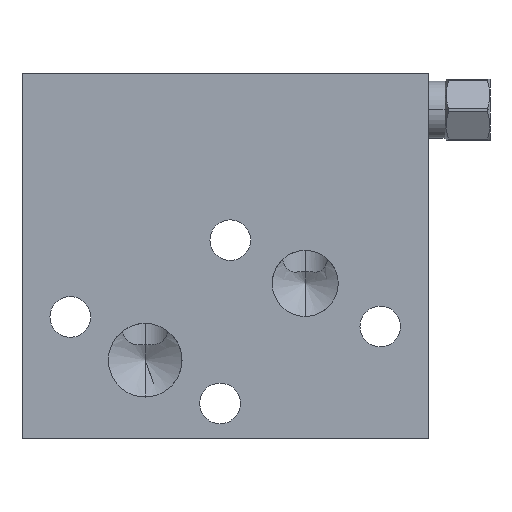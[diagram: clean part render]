
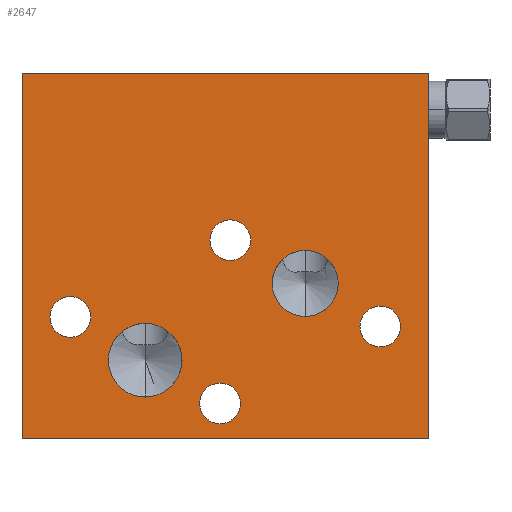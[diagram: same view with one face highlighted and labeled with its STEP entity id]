
A CAD part, left-side view. The second image highlights one B-rep face of the part: STEP entity #2647.
In plain terms, the highlighted planar face has unit normal (-1, 0, 0).
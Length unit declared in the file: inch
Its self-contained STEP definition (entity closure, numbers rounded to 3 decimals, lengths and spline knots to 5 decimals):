
#1=DIRECTION('',(0.,-1.,0.));
#2=VECTOR('',#1,5.);
#3=CARTESIAN_POINT('',(0.,0.,0.));
#4=LINE('',#3,#2);
#17=DIRECTION('',(0.,0.,1.));
#18=VECTOR('',#17,4.5);
#19=CARTESIAN_POINT('',(0.,0.,0.));
#20=LINE('',#19,#18);
#21=CARTESIAN_POINT('',(0.,-2.436,0.437));
#22=DIRECTION('',(1.,0.,0.));
#23=DIRECTION('',(0.,0.,-1.));
#24=AXIS2_PLACEMENT_3D('',#21,#22,#23);
#26=CARTESIAN_POINT('',(0.,-2.436,0.437));
#27=DIRECTION('',(1.,0.,0.));
#28=DIRECTION('',(0.,0.,1.));
#29=AXIS2_PLACEMENT_3D('',#26,#27,#28);
#31=CARTESIAN_POINT('',(0.,-0.594,1.5));
#32=DIRECTION('',(1.,0.,0.));
#33=DIRECTION('',(0.,0.,-1.));
#34=AXIS2_PLACEMENT_3D('',#31,#32,#33);
#36=CARTESIAN_POINT('',(0.,-0.594,1.5));
#37=DIRECTION('',(1.,0.,0.));
#38=DIRECTION('',(0.,0.,1.));
#39=AXIS2_PLACEMENT_3D('',#36,#37,#38);
#41=CARTESIAN_POINT('',(0.,-2.562,2.445));
#42=DIRECTION('',(1.,0.,0.));
#43=DIRECTION('',(0.,0.,-1.));
#44=AXIS2_PLACEMENT_3D('',#41,#42,#43);
#46=CARTESIAN_POINT('',(0.,-2.562,2.445));
#47=DIRECTION('',(1.,0.,0.));
#48=DIRECTION('',(0.,0.,1.));
#49=AXIS2_PLACEMENT_3D('',#46,#47,#48);
#51=CARTESIAN_POINT('',(0.,-4.406,1.382));
#52=DIRECTION('',(1.,0.,0.));
#53=DIRECTION('',(0.,0.,-1.));
#54=AXIS2_PLACEMENT_3D('',#51,#52,#53);
#56=CARTESIAN_POINT('',(0.,-4.406,1.382));
#57=DIRECTION('',(1.,0.,0.));
#58=DIRECTION('',(0.,0.,1.));
#59=AXIS2_PLACEMENT_3D('',#56,#57,#58);
#61=CARTESIAN_POINT('',(0.,-1.515,0.968));
#62=DIRECTION('',(1.,0.,0.));
#63=DIRECTION('',(0.,0.,-1.));
#64=AXIS2_PLACEMENT_3D('',#61,#62,#63);
#66=CARTESIAN_POINT('',(0.,-1.515,0.968));
#67=DIRECTION('',(1.,0.,0.));
#68=DIRECTION('',(0.,0.,1.));
#69=AXIS2_PLACEMENT_3D('',#66,#67,#68);
#71=CARTESIAN_POINT('',(0.,-3.483,1.913));
#72=DIRECTION('',(1.,0.,0.));
#73=DIRECTION('',(0.,0.,-1.));
#74=AXIS2_PLACEMENT_3D('',#71,#72,#73);
#76=CARTESIAN_POINT('',(0.,-3.483,1.913));
#77=DIRECTION('',(1.,0.,0.));
#78=DIRECTION('',(0.,0.,1.));
#79=AXIS2_PLACEMENT_3D('',#76,#77,#78);
#149=DIRECTION('',(0.,0.,1.));
#150=VECTOR('',#149,4.5);
#151=CARTESIAN_POINT('',(0.,-5.,0.));
#152=LINE('',#151,#150);
#163=DIRECTION('',(0.,-1.,0.));
#164=VECTOR('',#163,5.);
#165=CARTESIAN_POINT('',(0.,0.,4.5));
#166=LINE('',#165,#164);
#2211=CARTESIAN_POINT('',(0.,0.,0.));
#2212=CARTESIAN_POINT('',(0.,-5.,0.));
#2213=VERTEX_POINT('',#2211);
#2214=VERTEX_POINT('',#2212);
#2219=CARTESIAN_POINT('',(0.,0.,4.5));
#2220=CARTESIAN_POINT('',(0.,-5.,4.5));
#2221=VERTEX_POINT('',#2219);
#2222=VERTEX_POINT('',#2220);
#2405=CARTESIAN_POINT('',(0.,-2.436,0.187));
#2406=CARTESIAN_POINT('',(0.,-2.436,0.687));
#2407=VERTEX_POINT('',#2405);
#2408=VERTEX_POINT('',#2406);
#2417=CARTESIAN_POINT('',(0.,-0.594,1.25));
#2418=CARTESIAN_POINT('',(0.,-0.594,1.75));
#2419=VERTEX_POINT('',#2417);
#2420=VERTEX_POINT('',#2418);
#2429=CARTESIAN_POINT('',(0.,-2.562,2.195));
#2430=CARTESIAN_POINT('',(0.,-2.562,2.695));
#2431=VERTEX_POINT('',#2429);
#2432=VERTEX_POINT('',#2430);
#2441=CARTESIAN_POINT('',(0.,-4.406,1.132));
#2442=CARTESIAN_POINT('',(0.,-4.406,1.632));
#2443=VERTEX_POINT('',#2441);
#2444=VERTEX_POINT('',#2442);
#2457=CARTESIAN_POINT('',(0.,-1.515,0.515));
#2458=CARTESIAN_POINT('',(0.,-1.515,1.421));
#2459=VERTEX_POINT('',#2457);
#2460=VERTEX_POINT('',#2458);
#2465=CARTESIAN_POINT('',(0.,-3.483,1.507));
#2466=CARTESIAN_POINT('',(0.,-3.483,2.319));
#2467=VERTEX_POINT('',#2465);
#2468=VERTEX_POINT('',#2466);
#2597=CARTESIAN_POINT('',(0.,0.,0.));
#2598=DIRECTION('',(-1.,0.,0.));
#2599=DIRECTION('',(0.,-1.,0.));
#2600=AXIS2_PLACEMENT_3D('',#2597,#2598,#2599);
#2601=PLANE('',#2600);
#2602=ORIENTED_EDGE('',*,*,#2586,.F.);
#2604=ORIENTED_EDGE('',*,*,#2603,.T.);
#2606=ORIENTED_EDGE('',*,*,#2605,.T.);
#2608=ORIENTED_EDGE('',*,*,#2607,.F.);
#2609=EDGE_LOOP('',(#2602,#2604,#2606,#2608));
#2610=FACE_OUTER_BOUND('',#2609,.F.);
#2612=ORIENTED_EDGE('',*,*,#2611,.F.);
#2614=ORIENTED_EDGE('',*,*,#2613,.F.);
#2615=EDGE_LOOP('',(#2612,#2614));
#2616=FACE_BOUND('',#2615,.F.);
#2618=ORIENTED_EDGE('',*,*,#2617,.F.);
#2620=ORIENTED_EDGE('',*,*,#2619,.F.);
#2621=EDGE_LOOP('',(#2618,#2620));
#2622=FACE_BOUND('',#2621,.F.);
#2624=ORIENTED_EDGE('',*,*,#2623,.F.);
#2626=ORIENTED_EDGE('',*,*,#2625,.F.);
#2627=EDGE_LOOP('',(#2624,#2626));
#2628=FACE_BOUND('',#2627,.F.);
#2630=ORIENTED_EDGE('',*,*,#2629,.F.);
#2632=ORIENTED_EDGE('',*,*,#2631,.F.);
#2633=EDGE_LOOP('',(#2630,#2632));
#2634=FACE_BOUND('',#2633,.F.);
#2636=ORIENTED_EDGE('',*,*,#2635,.F.);
#2638=ORIENTED_EDGE('',*,*,#2637,.F.);
#2639=EDGE_LOOP('',(#2636,#2638));
#2640=FACE_BOUND('',#2639,.F.);
#2642=ORIENTED_EDGE('',*,*,#2641,.F.);
#2644=ORIENTED_EDGE('',*,*,#2643,.F.);
#2645=EDGE_LOOP('',(#2642,#2644));
#2646=FACE_BOUND('',#2645,.F.);
#2647=ADVANCED_FACE('',(#2610,#2616,#2622,#2628,#2634,#2640,#2646),#2601,.T.);
#25=CIRCLE('',#24,0.25);
#30=CIRCLE('',#29,0.25);
#35=CIRCLE('',#34,0.25);
#40=CIRCLE('',#39,0.25);
#45=CIRCLE('',#44,0.25);
#50=CIRCLE('',#49,0.25);
#55=CIRCLE('',#54,0.25);
#60=CIRCLE('',#59,0.25);
#65=CIRCLE('',#64,0.453);
#70=CIRCLE('',#69,0.453);
#75=CIRCLE('',#74,0.406);
#80=CIRCLE('',#79,0.406);
#2586=EDGE_CURVE('',#2213,#2214,#4,.T.);
#2603=EDGE_CURVE('',#2213,#2221,#20,.T.);
#2605=EDGE_CURVE('',#2221,#2222,#166,.T.);
#2607=EDGE_CURVE('',#2214,#2222,#152,.T.);
#2611=EDGE_CURVE('',#2407,#2408,#25,.T.);
#2613=EDGE_CURVE('',#2408,#2407,#30,.T.);
#2617=EDGE_CURVE('',#2419,#2420,#35,.T.);
#2619=EDGE_CURVE('',#2420,#2419,#40,.T.);
#2623=EDGE_CURVE('',#2431,#2432,#45,.T.);
#2625=EDGE_CURVE('',#2432,#2431,#50,.T.);
#2629=EDGE_CURVE('',#2443,#2444,#55,.T.);
#2631=EDGE_CURVE('',#2444,#2443,#60,.T.);
#2635=EDGE_CURVE('',#2459,#2460,#65,.T.);
#2637=EDGE_CURVE('',#2460,#2459,#70,.T.);
#2641=EDGE_CURVE('',#2467,#2468,#75,.T.);
#2643=EDGE_CURVE('',#2468,#2467,#80,.T.);
